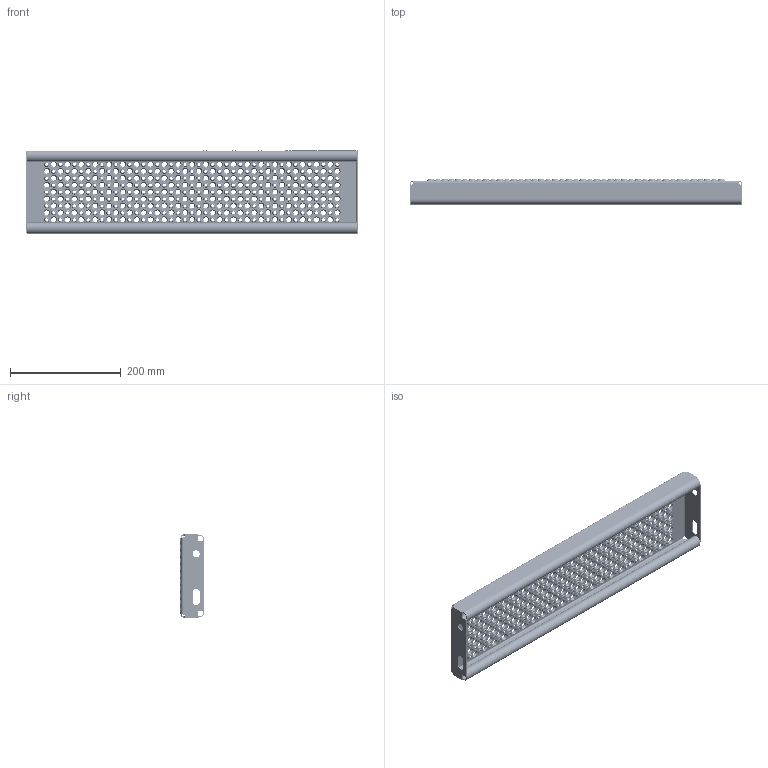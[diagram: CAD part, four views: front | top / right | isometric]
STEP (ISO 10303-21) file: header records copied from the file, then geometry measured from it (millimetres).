
FILE_DESCRIPTION (( 'STEP AP203' ), '1' );
FILE_NAME ('20609_ACHILTRIN_150x600x45_M_OPTRÆK.STEP', '2011-08-15T08:50:57', ( 'JKJ' ), ( '' ), 'SwSTEP 2.0', 'SolidWorks 2011', '' );
FILE_SCHEMA (( 'CONFIG_CONTROL_DESIGN' ));
Products named in the file (1): 20609_ACHILTRIN_150x600x45_M_OPTRÆK
Bounding box: 600 x 45 x 150 mm (x, y, z)
Volume: 386410.8 mm3; surface area: 404825.4 mm2
Topology: 1 solids, 1 shells, 3393 faces, 7768 edges, 4850 vertices
Faces by surface type: cone 1892, cylinder 982, plane 511, bspline 8
Entity records: 99449 total; most frequent: DIRECTION 19294, CARTESIAN_POINT 16604, ORIENTED_EDGE 15536, AXIS2_PLACEMENT_3D 8172, EDGE_CURVE 7768, VERTEX_POINT 4850, EDGE_LOOP 4820, CIRCLE 4786
